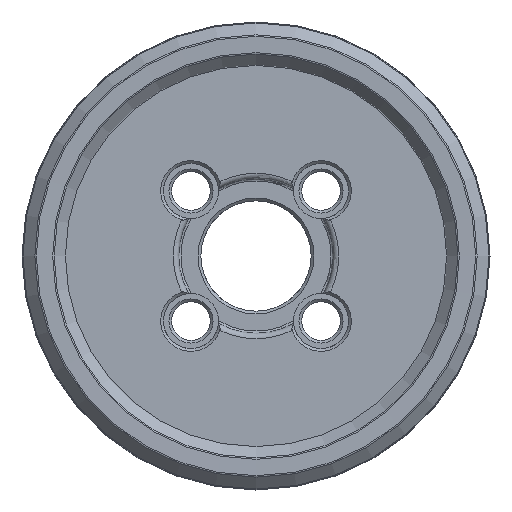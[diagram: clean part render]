
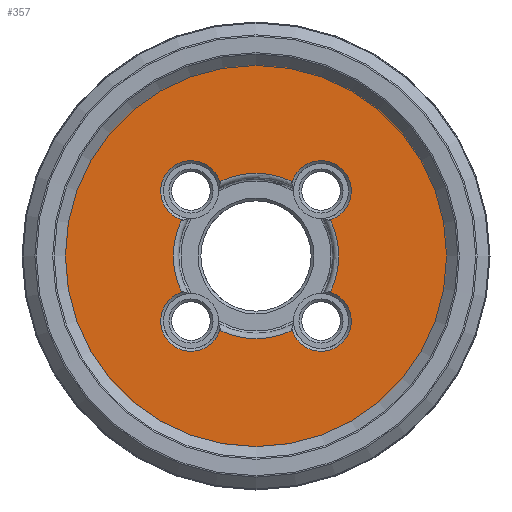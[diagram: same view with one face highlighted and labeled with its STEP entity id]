
A CAD part, left-side view. The second image highlights one B-rep face of the part: STEP entity #357.
In plain terms, the highlighted planar face has unit normal (-1, 0, 0).
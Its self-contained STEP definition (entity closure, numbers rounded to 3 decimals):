
#119=PLANE('',#1691);
#141=FACE_BOUND('',#525,.T.);
#142=FACE_BOUND('',#526,.T.);
#357=ADVANCED_FACE('',(#141,#142),#119,.T.);
#525=EDGE_LOOP('',(#849,#850,#851,#852,#853,#854,#855,#856));
#526=EDGE_LOOP('',(#857));
#673=CIRCLE('',#1650,30.);
#677=CIRCLE('',#1657,30.);
#685=CIRCLE('',#1669,30.);
#696=CIRCLE('',#1685,11.);
#697=CIRCLE('',#1686,30.);
#698=CIRCLE('',#1687,11.);
#699=CIRCLE('',#1688,11.);
#700=CIRCLE('',#1689,11.);
#701=CIRCLE('',#1690,71.14);
#849=ORIENTED_EDGE('',*,*,#1373,.T.);
#850=ORIENTED_EDGE('',*,*,#1420,.T.);
#851=ORIENTED_EDGE('',*,*,#1421,.T.);
#852=ORIENTED_EDGE('',*,*,#1422,.T.);
#853=ORIENTED_EDGE('',*,*,#1389,.T.);
#854=ORIENTED_EDGE('',*,*,#1423,.T.);
#855=ORIENTED_EDGE('',*,*,#1361,.T.);
#856=ORIENTED_EDGE('',*,*,#1424,.T.);
#857=ORIENTED_EDGE('',*,*,#1425,.T.);
#1205=VERTEX_POINT('',#2305);
#1206=VERTEX_POINT('',#2307);
#1215=VERTEX_POINT('',#2392);
#1216=VERTEX_POINT('',#2394);
#1231=VERTEX_POINT('',#2477);
#1232=VERTEX_POINT('',#2478);
#1259=VERTEX_POINT('',#2639);
#1260=VERTEX_POINT('',#2641);
#1261=VERTEX_POINT('',#2646);
#1361=EDGE_CURVE('',#1206,#1205,#673,.T.);
#1373=EDGE_CURVE('',#1216,#1215,#677,.T.);
#1389=EDGE_CURVE('',#1231,#1232,#685,.T.);
#1420=EDGE_CURVE('',#1215,#1259,#696,.T.);
#1421=EDGE_CURVE('',#1259,#1260,#697,.T.);
#1422=EDGE_CURVE('',#1260,#1231,#698,.T.);
#1423=EDGE_CURVE('',#1232,#1206,#699,.T.);
#1424=EDGE_CURVE('',#1205,#1216,#700,.T.);
#1425=EDGE_CURVE('',#1261,#1261,#701,.T.);
#1650=AXIS2_PLACEMENT_3D('',#2306,#1846,#1847);
#1657=AXIS2_PLACEMENT_3D('',#2393,#1862,#1863);
#1669=AXIS2_PLACEMENT_3D('',#2476,#1890,#1891);
#1685=AXIS2_PLACEMENT_3D('',#2638,#1924,#1925);
#1686=AXIS2_PLACEMENT_3D('',#2640,#1926,#1927);
#1687=AXIS2_PLACEMENT_3D('',#2642,#1928,#1929);
#1688=AXIS2_PLACEMENT_3D('',#2643,#1930,#1931);
#1689=AXIS2_PLACEMENT_3D('',#2644,#1932,#1933);
#1690=AXIS2_PLACEMENT_3D('',#2645,#1934,#1935);
#1691=AXIS2_PLACEMENT_3D('',#2647,#1936,#1937);
#1846=DIRECTION('',(1.,0.,0.));
#1847=DIRECTION('',(0.,0.,1.));
#1862=DIRECTION('',(1.,0.,0.));
#1863=DIRECTION('',(0.,0.,1.));
#1890=DIRECTION('',(1.,0.,0.));
#1891=DIRECTION('',(0.,0.,1.));
#1924=DIRECTION('',(1.,0.,0.));
#1925=DIRECTION('',(0.,0.,1.));
#1926=DIRECTION('',(1.,0.,0.));
#1927=DIRECTION('',(0.,0.,1.));
#1928=DIRECTION('',(1.,0.,0.));
#1929=DIRECTION('',(0.,0.,1.));
#1930=DIRECTION('',(1.,0.,0.));
#1931=DIRECTION('',(0.,0.,1.));
#1932=DIRECTION('',(1.,0.,0.));
#1933=DIRECTION('',(0.,0.,1.));
#1934=DIRECTION('',(-1.,0.,0.));
#1935=DIRECTION('',(0.,0.,1.));
#1936=DIRECTION('',(-1.,0.,0.));
#1937=DIRECTION('',(0.,0.,1.));
#2305=CARTESIAN_POINT('',(4.35,-13.12,26.979));
#2306=CARTESIAN_POINT('',(4.35,0.,0.));
#2307=CARTESIAN_POINT('',(4.35,13.12,26.979));
#2392=CARTESIAN_POINT('',(4.35,-26.979,-13.12));
#2393=CARTESIAN_POINT('',(4.35,0.,0.));
#2394=CARTESIAN_POINT('',(4.35,-26.979,13.12));
#2476=CARTESIAN_POINT('',(4.35,0.,0.));
#2477=CARTESIAN_POINT('',(4.35,26.979,-13.12));
#2478=CARTESIAN_POINT('',(4.35,26.979,13.12));
#2638=CARTESIAN_POINT('',(4.35,-23.582,-23.582));
#2639=CARTESIAN_POINT('',(4.35,-13.12,-26.979));
#2640=CARTESIAN_POINT('',(4.35,0.,0.));
#2641=CARTESIAN_POINT('',(4.35,13.12,-26.979));
#2642=CARTESIAN_POINT('',(4.35,23.582,-23.582));
#2643=CARTESIAN_POINT('',(4.35,23.582,23.582));
#2644=CARTESIAN_POINT('',(4.35,-23.582,23.582));
#2645=CARTESIAN_POINT('',(4.35,0.,0.));
#2646=CARTESIAN_POINT('',(4.35,0.,71.14));
#2647=CARTESIAN_POINT('',(4.35,-28.,0.));
